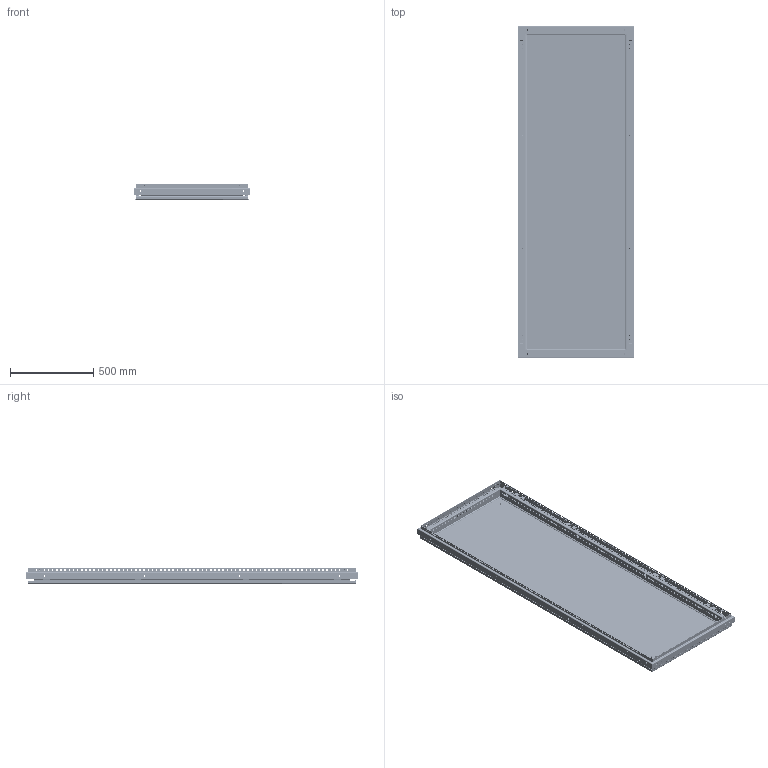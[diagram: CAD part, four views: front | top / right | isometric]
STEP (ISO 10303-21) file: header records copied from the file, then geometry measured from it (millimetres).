
FILE_DESCRIPTION (( 'STEP AP214' ), '1' );
FILE_NAME ('Ñâàðíàÿ ðàìà ñ çàäíåé ïàíåëüþ W700H2000.STEP', '2024-08-14T09:39:29', ( '' ), ( '' ), 'SwSTEP 2.0', 'SolidWorks 2021', '' );
FILE_SCHEMA (( 'AUTOMOTIVE_DESIGN' ));
Length unit declared in the file: millimetre
Products named in the file (19): Áîêîâîé ïðîôèëü H2000; Âèíò Ì6õ16 ìåáåëüíûé; Ãîðèçîíòàëüíûé ïðîôèëü W700; Ãàñêåòèíã çàäíåé ïàíåëè W700H2000; 600.000; Çàêëåïêà ðåçüáîâàÿ Ì8 øåñòèãðàííàÿ ñ óìåíüøåííûì áîðòîì; Ñâàðíàÿ ðàìà W700H2000; Êðåïëåíèå çàäíåé ïàíåëè; Ãîðèçîíòàëüíûé ïðîôèëü1 W700; Ñâàðíàÿ ðàìà ñ çàäíåé ïàíåëüþ W700H2000; Çàäíÿÿ ïàíåëü W700H2000; Áîêîâîé ïðîôèëü2 H2000; Áîêîâîé ïðîôèëü1 H2000; Øïèëüêà ïðèâàðíàÿ Ì6õ16; Çàäíÿÿ ïàíåëü ÑÁ W700H2000; Áîáûøêà; Ãîðèçîíòàëüíûé ïðîôèëü2 W700; Ãàéêà êëåòüåâàÿ DIN 88109-Ì6-(1,7-2,5)-Zn ; Çàêëåïêà ðåçüáîâàÿ Ì6 øåñòèãðàííàÿ ñ óìåíüøåííûì áîðòîì
Assembly tree (92 placements, depth 4):
  Ñâàðíàÿ ðàìà ñ çàäíåé ïàíåëüþ W700H2000
    Ñâàðíàÿ ðàìà W700H2000
      Ãîðèçîíòàëüíûé ïðîôèëü W700  x2
        Ãîðèçîíòàëüíûé ïðîôèëü1 W700
        Ãîðèçîíòàëüíûé ïðîôèëü2 W700
        600.000
        Áîáûøêà
      Áîêîâîé ïðîôèëü H2000  x2
        Áîêîâîé ïðîôèëü1 H2000
        Áîêîâîé ïðîôèëü2 H2000
      Çàêëåïêà ðåçüáîâàÿ Ì8 øåñòèãðàííàÿ ñ óìåíüøåííûì áîðòîì  x8
      Çàêëåïêà ðåçüáîâàÿ Ì6 øåñòèãðàííàÿ ñ óìåíüøåííûì áîðòîì  x26
    Çàäíÿÿ ïàíåëü ÑÁ W700H2000
      Çàäíÿÿ ïàíåëü W700H2000
      Ãàñêåòèíã çàäíåé ïàíåëè W700H2000
      Øïèëüêà ïðèâàðíàÿ Ì6õ16  x2
    Êðåïëåíèå çàäíåé ïàíåëè  x8
    Âèíò Ì6õ16 ìåáåëüíûé  x24
    Ãàéêà êëåòüåâàÿ DIN 88109-Ì6-(1,7-2,5)-Zn   x8
Bounding box: 701.2 x 1996 x 90.9 mm (x, y, z)
Volume: 4853288.9 mm3; surface area: 5544066.8 mm2
Topology: 94 solids, 94 shells, 8988 faces, 24092 edges, 15338 vertices
Faces by surface type: plane 4909, cylinder 3305, cone 472, bspline 250, torus 52
Entity records: 93321 total; most frequent: CARTESIAN_POINT 23366, ORIENTED_EDGE 14352, DIRECTION 13621, EDGE_CURVE 7176, VECTOR 5389, LINE 5389, VERTEX_POINT 4674, AXIS2_PLACEMENT_3D 4116
